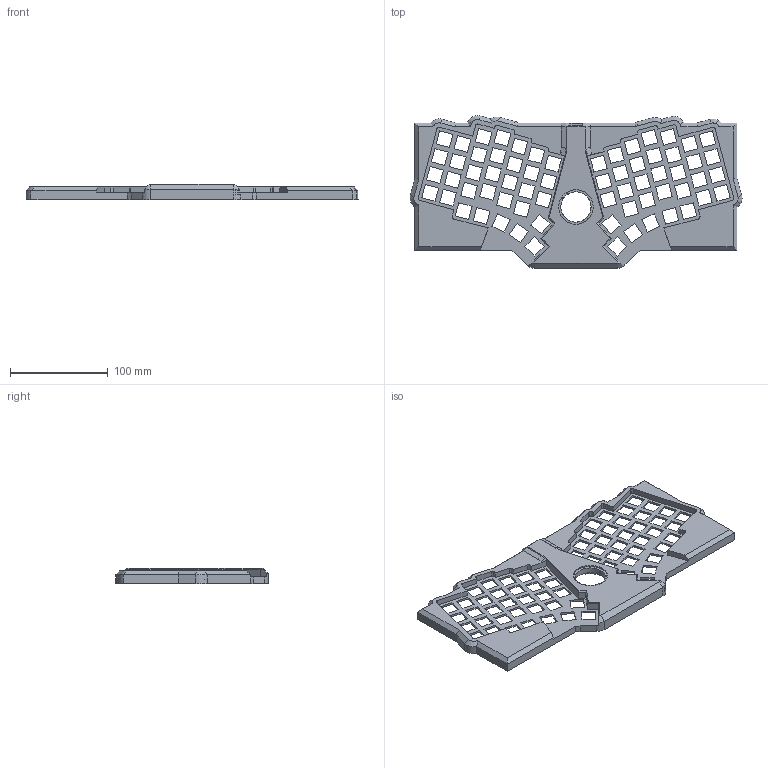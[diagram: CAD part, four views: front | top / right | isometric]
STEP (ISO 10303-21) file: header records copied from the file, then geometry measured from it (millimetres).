
FILE_DESCRIPTION(/* description */ (''),/* implementation_level */ '2;1');
FILE_NAME(/* name */ 'ro-v2-v3-choc-cirque-rectangular.step',/* time_stamp */ '2024-09-30T16:27:14-07:00',/* author */ (''),/* organization */ (''),/* preprocessor_version */ 'ST-DEVELOPER v20',/* originating_system */ 'Autodesk Translation Framework v13.14.0.145',/* authorisation */ '');
FILE_SCHEMA (('AUTOMOTIVE_DESIGN { 1 0 10303 214 3 1 1 }'));
Length unit declared in the file: millimetre
Products named in the file (1): ro-vX-chocORmx-cirque-rectangular
Bounding box: 340.16 x 156.37 x 15.5 mm (x, y, z)
Volume: 230936.2 mm3; surface area: 95987.2 mm2
Topology: 1 solids, 1 shells, 556 faces, 1578 edges, 1035 vertices
Faces by surface type: plane 452, bspline 75, cylinder 23, cone 6
Full cylindrical faces by diameter (mm): 3.5 x11, 31 x1
Entity records: 19712 total; most frequent: CARTESIAN_POINT 5440, ORIENTED_EDGE 3166, DIRECTION 2448, EDGE_CURVE 1583, LINE 1358, VECTOR 1358, VERTEX_POINT 1040, EDGE_LOOP 703
